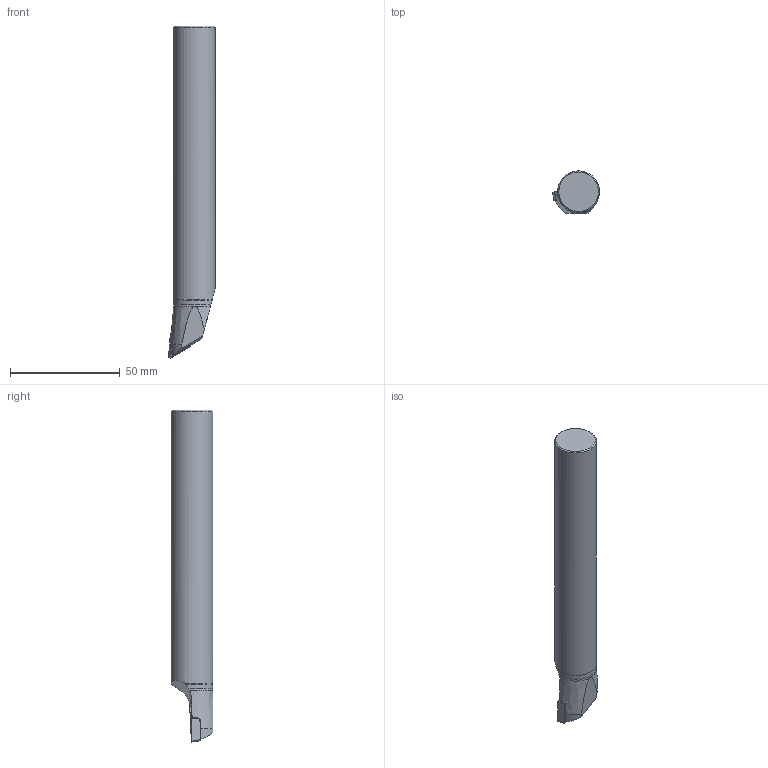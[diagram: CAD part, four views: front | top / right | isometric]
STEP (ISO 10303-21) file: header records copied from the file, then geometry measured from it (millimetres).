
FILE_DESCRIPTION(/* description */ (''),/* implementation_level */ '2;1');
FILE_NAME(/* name */ '1571897568903.stp',/* time_stamp */ '2019-10-24T11:43:04+05:00',/* author */ (''),/* organization */ ('SMS'),/* preprocessor_version */ 'ST-DEVELOPER v15',/* originating_system */ 'SIEMENS PLM Software NX 8.5',/* authorisation */ '');
FILE_SCHEMA (('AUTOMOTIVE_DESIGN { 1 0 10303 214 3 1 1 1 }'));
Length unit declared in the file: millimetre
Products named in the file (4): IsoTurningInsert; ASSEMBLY_CONSTRUCTION; 201927512mod000_00; 201927511mod000_00
Assembly tree (3 placements, depth 2):
  201927511mod000_00
    201927512mod000_00
    ASSEMBLY_CONSTRUCTION
    IsoTurningInsert
Bounding box: 21.41 x 19.03 x 151.25 mm (x, y, z)
Volume: 38590.2 mm3; surface area: 9383.8 mm2
Topology: 2 solids, 2 shells, 46 faces, 121 edges, 86 vertices
Faces by surface type: plane 19, cone 14, cylinder 9, torus 4
Full cylindrical faces by diameter (mm): 4.4 x2, 19.032 x1
Entity records: 1641 total; most frequent: CARTESIAN_POINT 392, DIRECTION 248, ORIENTED_EDGE 210, EDGE_CURVE 105, AXIS2_PLACEMENT_3D 105, VERTEX_POINT 74, EDGE_LOOP 59, ADVANCED_FACE 46
